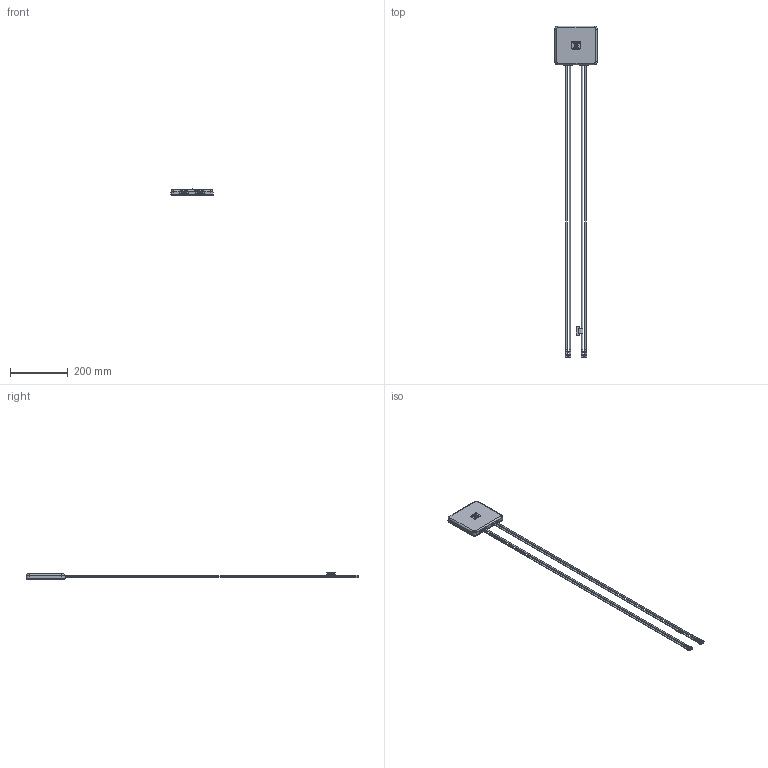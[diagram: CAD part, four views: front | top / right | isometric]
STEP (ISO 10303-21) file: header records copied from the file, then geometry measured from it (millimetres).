
FILE_DESCRIPTION (( 'STEP AP214' ), '1' );
FILE_NAME ('MA961.A.BICG.002_web.STEP', '2020-06-02T07:37:46', ( '' ), ( '' ), 'SwSTEP 2.0', 'SolidWorks 2018', '' );
FILE_SCHEMA (( 'AUTOMOTIVE_DESIGN' ));
Length unit declared in the file: millimetre
Products named in the file (2): MA961.A.BICG.002_web
Bounding box: 146.05 x 1149.45 x 25.08 mm (x, y, z)
Surface area: 117168.3 mm2 (no closed solid volume)
Topology: 0 solids, 51 shells, 228 faces, 1298 edges, 1082 vertices
Faces by surface type: plane 84, cylinder 77, bspline 31, cone 28, torus 8
Entity records: 18702 total; most frequent: CARTESIAN_POINT 7007, DIRECTION 1645, ORIENTED_EDGE 1643, EDGE_CURVE 1298, VERTEX_POINT 1082, LINE 635, VECTOR 635, AXIS2_PLACEMENT_3D 505
